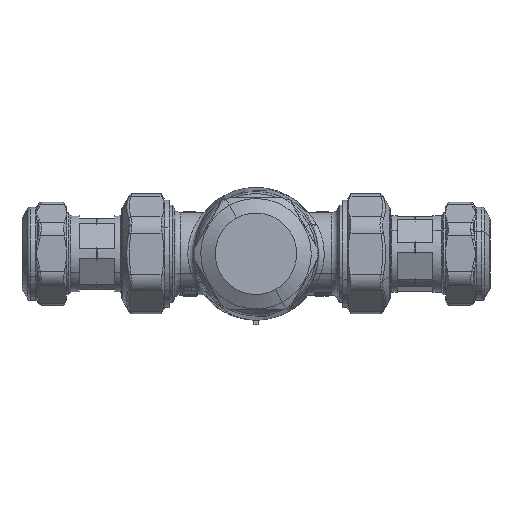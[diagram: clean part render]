
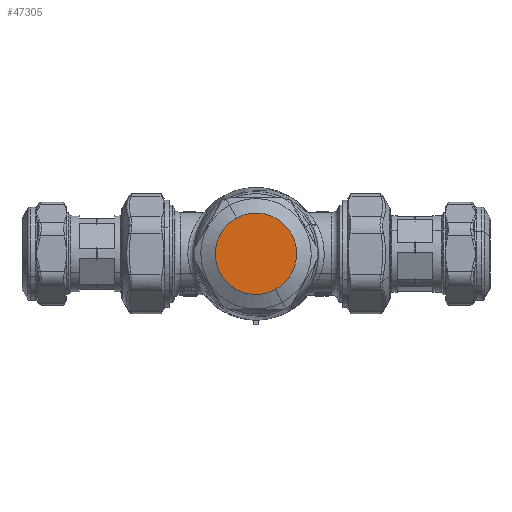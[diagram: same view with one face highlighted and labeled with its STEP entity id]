
A CAD part, front view. The second image highlights one B-rep face of the part: STEP entity #47305.
In plain terms, the highlighted planar face has unit normal (0, 1, 0).
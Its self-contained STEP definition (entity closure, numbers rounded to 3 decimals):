
#46626=CARTESIAN_POINT('Vertex',(-6.616,-66.534,12.111)) ;
#46629=CARTESIAN_POINT('Axis2P3D Location',(0.,-66.534,0.)) ;
#46633=CARTESIAN_POINT('Vertex',(6.616,-66.534,-12.111)) ;
#47284=CARTESIAN_POINT('Axis2P3D Location',(0.,-66.534,0.)) ;
#47296=CARTESIAN_POINT('Axis2P3D Location',(0.,-66.534,13.8)) ;
#46630=DIRECTION('Axis2P3D Direction',(-0.,1.,0.)) ;
#47285=DIRECTION('Axis2P3D Direction',(0.,1.,0.)) ;
#47297=DIRECTION('Axis2P3D Direction',(0.,-1.,0.)) ;
#47298=DIRECTION('Axis2P3D XDirection',(1.,0.,0.)) ;
#46631=AXIS2_PLACEMENT_3D('Circle Axis2P3D',#46629,#46630,$) ;
#47286=AXIS2_PLACEMENT_3D('Circle Axis2P3D',#47284,#47285,$) ;
#47299=AXIS2_PLACEMENT_3D('Plane Axis2P3D',#47296,#47297,#47298) ;
#47302=ORIENTED_EDGE('',*,*,#47288,.F.) ;
#47303=ORIENTED_EDGE('',*,*,#46635,.F.) ;
#47305=ADVANCED_FACE('Sheet.13',(#47304),#47300,.F.) ;
#46632=CIRCLE('generated circle',#46631,13.8) ;
#47287=CIRCLE('generated circle',#47286,13.8) ;
#46635=EDGE_CURVE('',#46627,#46634,#46632,.F.) ;
#47288=EDGE_CURVE('',#46634,#46627,#47287,.F.) ;
#47301=EDGE_LOOP('',(#47302,#47303)) ;
#47304=FACE_OUTER_BOUND('',#47301,.T.) ;
#47300=PLANE('',#47299) ;
#46627=VERTEX_POINT('',#46626) ;
#46634=VERTEX_POINT('',#46633) ;
